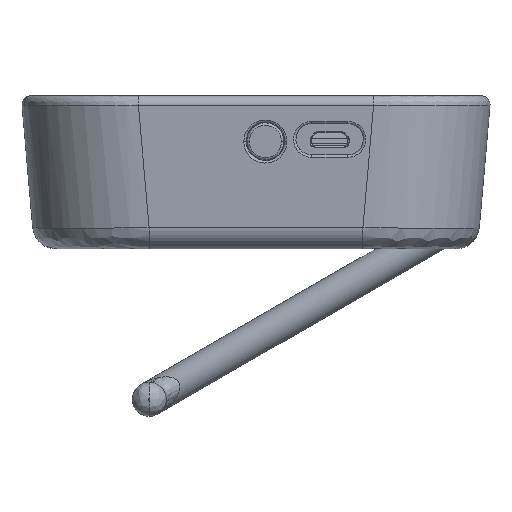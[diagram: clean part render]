
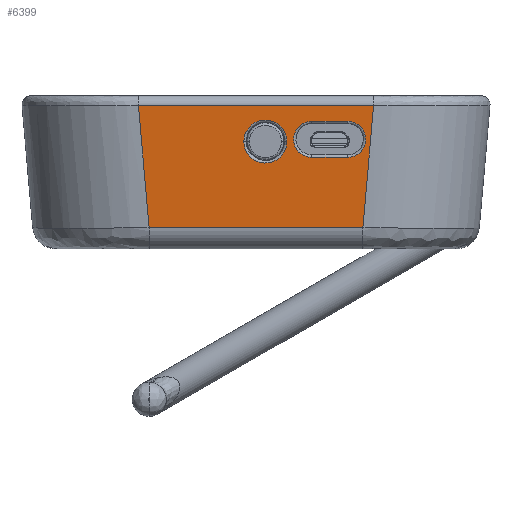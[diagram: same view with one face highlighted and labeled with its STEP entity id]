
A CAD part, left-side view. The second image highlights one B-rep face of the part: STEP entity #6399.
In plain terms, the highlighted planar face has unit normal (-0.996, 0, -0.087).
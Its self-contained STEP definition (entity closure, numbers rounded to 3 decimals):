
#107=CARTESIAN_POINT('',(-40.055,25.15,0.626));
#127=DIRECTION('',(0.,-1.,0.));
#128=VECTOR('',#127,50.3);
#129=CARTESIAN_POINT('',(-40.055,25.15,0.626));
#130=LINE('',#129,#128);
#288=DIRECTION('',(0.087,-0.087,-0.992));
#289=VECTOR('',#288,26.26);
#290=CARTESIAN_POINT('',(-40.055,25.15,0.626));
#291=LINE('',#290,#289);
#309=DIRECTION('',(0.087,0.087,-0.992));
#310=VECTOR('',#309,26.26);
#311=CARTESIAN_POINT('',(-40.055,-25.15,
0.626));
#312=LINE('',#311,#310);
#480=DIRECTION('',(0.,1.,0.));
#481=VECTOR('',#480,45.74);
#482=CARTESIAN_POINT('',(-37.775,-22.87,
-25.436));
#483=LINE('',#482,#481);
#910=CARTESIAN_POINT('',(-39.76,-19.6,
-2.744));
#911=CARTESIAN_POINT('',(-39.76,-19.917,
-2.744));
#912=CARTESIAN_POINT('',(-39.753,-20.53,
-2.819));
#913=CARTESIAN_POINT('',(-39.724,-21.412,
-3.154));
#914=CARTESIAN_POINT('',(-39.678,-22.18,
-3.686));
#915=CARTESIAN_POINT('',(-39.616,-22.799,
-4.385));
#916=CARTESIAN_POINT('',(-39.544,-23.234,
-5.214));
#917=CARTESIAN_POINT('',(-39.464,-23.459,
-6.125));
#918=CARTESIAN_POINT('',(-39.382,-23.459,
-7.065));
#919=CARTESIAN_POINT('',(-39.302,-23.233,
-7.976));
#920=CARTESIAN_POINT('',(-39.23,-22.798,
-8.804));
#921=CARTESIAN_POINT('',(-39.169,-22.178,
-9.503));
#922=CARTESIAN_POINT('',(-39.122,-21.41,
-10.034));
#923=CARTESIAN_POINT('',(-39.093,-20.529,
-10.368));
#924=CARTESIAN_POINT('',(-39.086,-19.916,
-10.444));
#925=CARTESIAN_POINT('',(-39.086,-19.6,
-10.444));
#958=DIRECTION('',(0.,1.,0.));
#959=VECTOR('',#958,7.7);
#960=CARTESIAN_POINT('',(-39.086,-19.6,
-10.444));
#961=LINE('',#960,#959);
#980=CARTESIAN_POINT('',(-39.086,-11.9,
-10.444));
#981=CARTESIAN_POINT('',(-39.086,-11.583,
-10.443));
#982=CARTESIAN_POINT('',(-39.093,-10.97,
-10.368));
#983=CARTESIAN_POINT('',(-39.122,-10.088,
-10.034));
#984=CARTESIAN_POINT('',(-39.169,-9.32,
-9.501));
#985=CARTESIAN_POINT('',(-39.23,-8.701,
-8.802));
#986=CARTESIAN_POINT('',(-39.302,-8.266,
-7.974));
#987=CARTESIAN_POINT('',(-39.382,-8.041,
-7.063));
#988=CARTESIAN_POINT('',(-39.464,-8.041,
-6.122));
#989=CARTESIAN_POINT('',(-39.544,-8.267,
-5.211));
#990=CARTESIAN_POINT('',(-39.617,-8.702,
-4.383));
#991=CARTESIAN_POINT('',(-39.678,-9.322,
-3.684));
#992=CARTESIAN_POINT('',(-39.724,-10.09,
-3.153));
#993=CARTESIAN_POINT('',(-39.753,-10.971,
-2.819));
#994=CARTESIAN_POINT('',(-39.76,-11.584,
-2.744));
#995=CARTESIAN_POINT('',(-39.76,-11.9,
-2.744));
#1028=DIRECTION('',(0.,-1.,0.));
#1029=VECTOR('',#1028,7.7);
#1030=CARTESIAN_POINT('',(-39.76,-11.9,
-2.744));
#1031=LINE('',#1030,#1029);
#5161=CARTESIAN_POINT('',(-39.384,-6.6,
-7.044));
#5162=CARTESIAN_POINT('',(-39.353,-6.6,
-7.396));
#5163=CARTESIAN_POINT('',(-39.293,-6.521,
-8.081));
#5164=CARTESIAN_POINT('',(-39.206,-6.173,
-9.07));
#5165=CARTESIAN_POINT('',(-39.13,-5.618,
-9.947));
#5166=CARTESIAN_POINT('',(-39.066,-4.884,
-10.677));
#5167=CARTESIAN_POINT('',(-39.018,-4.008,
-11.225));
#5168=CARTESIAN_POINT('',(-38.988,-3.031,
-11.566));
#5169=CARTESIAN_POINT('',(-38.978,-2.001,
-11.682));
#5170=CARTESIAN_POINT('',(-38.988,-0.972,
-11.567));
#5171=CARTESIAN_POINT('',(-39.018,0.005,
-11.226));
#5172=CARTESIAN_POINT('',(-39.066,0.882,
-10.678));
#5173=CARTESIAN_POINT('',(-39.13,1.616,
-9.949));
#5174=CARTESIAN_POINT('',(-39.206,2.172,
-9.072));
#5175=CARTESIAN_POINT('',(-39.293,2.521,
-8.082));
#5176=CARTESIAN_POINT('',(-39.353,2.6,
-7.397));
#5177=CARTESIAN_POINT('',(-39.384,2.6,
-7.044));
#5214=CARTESIAN_POINT('',(-39.384,2.6,
-7.044));
#5215=CARTESIAN_POINT('',(-39.415,2.6,
-6.691));
#5216=CARTESIAN_POINT('',(-39.475,2.521,
-6.006));
#5217=CARTESIAN_POINT('',(-39.561,2.173,
-5.017));
#5218=CARTESIAN_POINT('',(-39.638,1.618,
-4.14));
#5219=CARTESIAN_POINT('',(-39.702,0.884,
-3.411));
#5220=CARTESIAN_POINT('',(-39.75,0.008,
-2.862));
#5221=CARTESIAN_POINT('',(-39.779,-0.969,
-2.521));
#5222=CARTESIAN_POINT('',(-39.79,-1.999,
-2.405));
#5223=CARTESIAN_POINT('',(-39.779,-3.028,
-2.52));
#5224=CARTESIAN_POINT('',(-39.75,-4.005,
-2.861));
#5225=CARTESIAN_POINT('',(-39.702,-4.882,
-3.409));
#5226=CARTESIAN_POINT('',(-39.638,-5.616,
-4.139));
#5227=CARTESIAN_POINT('',(-39.561,-6.172,
-5.015));
#5228=CARTESIAN_POINT('',(-39.475,-6.521,
-6.005));
#5229=CARTESIAN_POINT('',(-39.415,-6.6,
-6.69));
#5230=CARTESIAN_POINT('',(-39.384,-6.6,
-7.044));
#5267=CARTESIAN_POINT('',(-37.775,-22.87,
-25.436));
#5268=CARTESIAN_POINT('',(-37.775,22.87,
-25.436));
#5269=VERTEX_POINT('',#5267);
#5270=VERTEX_POINT('',#5268);
#5730=VERTEX_POINT('',#107);
#5733=CARTESIAN_POINT('',(-40.055,-25.15,
0.626));
#5734=VERTEX_POINT('',#5733);
#5867=VERTEX_POINT('',#910);
#5868=VERTEX_POINT('',#925);
#5871=CARTESIAN_POINT('',(-39.086,-11.9,
-10.444));
#5872=VERTEX_POINT('',#5871);
#5875=VERTEX_POINT('',#995);
#5877=VERTEX_POINT('',#5214);
#5878=VERTEX_POINT('',#5230);
#6370=CARTESIAN_POINT('',(-40.,52.69,0.));
#6371=DIRECTION('',(-0.996,0.,-0.087));
#6372=DIRECTION('',(0.,-1.,0.));
#6373=AXIS2_PLACEMENT_3D('',#6370,#6371,#6372);
#6374=PLANE('',#6373);
#6375=ORIENTED_EDGE('',*,*,#6128,.T.);
#6377=ORIENTED_EDGE('',*,*,#6376,.T.);
#6379=ORIENTED_EDGE('',*,*,#6378,.T.);
#6380=ORIENTED_EDGE('',*,*,#6358,.F.);
#6381=EDGE_LOOP('',(#6375,#6377,#6379,#6380));
#6382=FACE_OUTER_BOUND('',#6381,.F.);
#6384=ORIENTED_EDGE('',*,*,#6383,.F.);
#6386=ORIENTED_EDGE('',*,*,#6385,.F.);
#6388=ORIENTED_EDGE('',*,*,#6387,.F.);
#6390=ORIENTED_EDGE('',*,*,#6389,.F.);
#6391=EDGE_LOOP('',(#6384,#6386,#6388,#6390));
#6392=FACE_BOUND('',#6391,.F.);
#6394=ORIENTED_EDGE('',*,*,#6393,.F.);
#6396=ORIENTED_EDGE('',*,*,#6395,.F.);
#6397=EDGE_LOOP('',(#6394,#6396));
#6398=FACE_BOUND('',#6397,.F.);
#6399=ADVANCED_FACE('',(#6382,#6392,#6398),#6374,.T.);
#926=B_SPLINE_CURVE_WITH_KNOTS('',3,(#910,#911,#912,#913,#914,#915,#916,#917,
#918,#919,#920,#921,#922,#923,#924,#925),.UNSPECIFIED.,.F.,.F.,(4,1,1,1,1,1,1,1,
1,1,1,1,1,4),(0.,0.077,0.154,0.231,
0.308,0.385,0.462,0.538,
0.615,0.692,0.769,0.846,
0.923,1.),.UNSPECIFIED.);
#996=B_SPLINE_CURVE_WITH_KNOTS('',3,(#980,#981,#982,#983,#984,#985,#986,#987,
#988,#989,#990,#991,#992,#993,#994,#995),.UNSPECIFIED.,.F.,.F.,(4,1,1,1,1,1,1,1,
1,1,1,1,1,4),(0.,0.077,0.154,0.231,
0.308,0.385,0.462,0.538,
0.615,0.692,0.769,0.846,
0.923,1.),.UNSPECIFIED.);
#5178=B_SPLINE_CURVE_WITH_KNOTS('',3,(#5161,#5162,#5163,#5164,#5165,#5166,#5167,
#5168,#5169,#5170,#5171,#5172,#5173,#5174,#5175,#5176,#5177),.UNSPECIFIED.,.F.,
.F.,(4,1,1,1,1,1,1,1,1,1,1,1,1,1,4),(0.,0.071,0.143,
0.214,0.286,0.357,0.429,0.5,
0.571,0.643,0.714,0.786,
0.857,0.929,1.),.UNSPECIFIED.);
#5231=B_SPLINE_CURVE_WITH_KNOTS('',3,(#5214,#5215,#5216,#5217,#5218,#5219,#5220,
#5221,#5222,#5223,#5224,#5225,#5226,#5227,#5228,#5229,#5230),.UNSPECIFIED.,.F.,
.F.,(4,1,1,1,1,1,1,1,1,1,1,1,1,1,4),(0.,0.071,0.143,
0.214,0.286,0.357,0.429,0.5,
0.571,0.643,0.714,0.786,
0.857,0.929,1.),.UNSPECIFIED.);
#6128=EDGE_CURVE('',#5730,#5734,#130,.T.);
#6358=EDGE_CURVE('',#5730,#5270,#291,.T.);
#6376=EDGE_CURVE('',#5734,#5269,#312,.T.);
#6378=EDGE_CURVE('',#5269,#5270,#483,.T.);
#6383=EDGE_CURVE('',#5867,#5868,#926,.T.);
#6385=EDGE_CURVE('',#5875,#5867,#1031,.T.);
#6387=EDGE_CURVE('',#5872,#5875,#996,.T.);
#6389=EDGE_CURVE('',#5868,#5872,#961,.T.);
#6393=EDGE_CURVE('',#5877,#5878,#5231,.T.);
#6395=EDGE_CURVE('',#5878,#5877,#5178,.T.);
